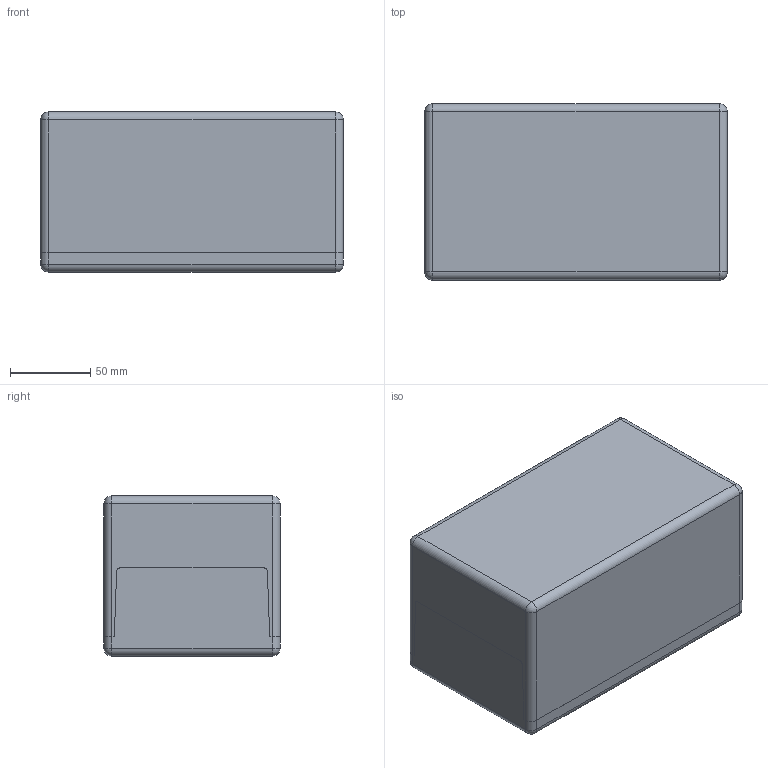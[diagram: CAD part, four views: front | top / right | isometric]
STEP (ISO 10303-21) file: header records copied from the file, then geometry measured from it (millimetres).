
FILE_DESCRIPTION(/* description */ (''),/* implementation_level */ '2;1');
FILE_NAME(/* name */ '0501101200-MBPO_181110.stp',/* time_stamp */ '2016-01-29T11:44:26+01:00',/* author */ ('Robin.Rentz'),/* organization */ (''),/* preprocessor_version */ 'ST-DEVELOPER v15.6',/* originating_system */ 'Autodesk Inventor 2015',/* authorisation */ '');
FILE_SCHEMA (('AUTOMOTIVE_DESIGN { 1 0 10303 214 3 1 1 }'));
Length unit declared in the file: millimetre
Products named in the file (3): 0501101102-UT_181160-70-10-12; 0501101201-OT_181110; 0501101200-MBPO_181110
Bounding box: 189 x 110 x 100 mm (x, y, z)
Volume: 304519.3 mm3; surface area: 216263.9 mm2
Topology: 2 solids, 2 shells, 374 faces, 876 edges, 536 vertices
Faces by surface type: plane 234, cylinder 100, cone 32, sphere 8
Full cylindrical faces by diameter (mm): 2.4 x4, 2.5 x4, 4.5 x12, 5 x4, 7 x4, 7.5 x4, 9 x4, 10 x4
Entity records: 10312 total; most frequent: DIRECTION 1846, CARTESIAN_POINT 1727, ORIENTED_EDGE 1640, EDGE_CURVE 820, AXIS2_PLACEMENT_3D 647, LINE 552, VECTOR 552, VERTEX_POINT 528
